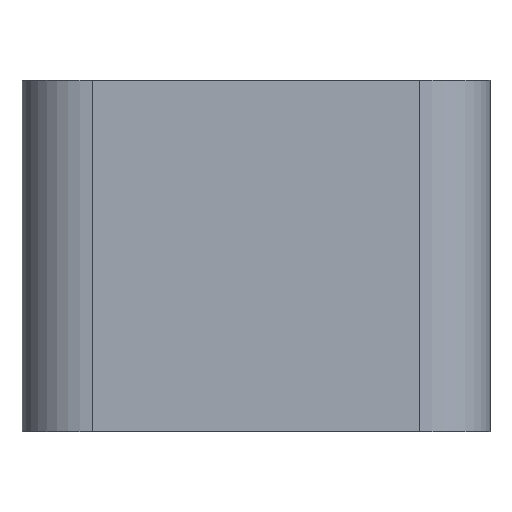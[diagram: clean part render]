
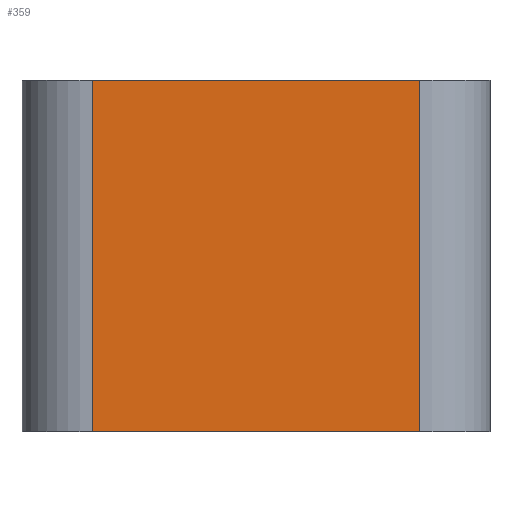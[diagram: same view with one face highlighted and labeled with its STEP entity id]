
A CAD part, left-side view. The second image highlights one B-rep face of the part: STEP entity #359.
In plain terms, the highlighted planar face has unit normal (-1, 0, 0).
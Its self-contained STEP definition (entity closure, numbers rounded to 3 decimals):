
#91 = EDGE_CURVE('',#92,#94,#96,.T.);
#92 = VERTEX_POINT('',#93);
#93 = CARTESIAN_POINT('',(0.,3.,15.));
#94 = VERTEX_POINT('',#95);
#95 = CARTESIAN_POINT('',(0.,17.,15.));
#96 = LINE('',#97,#98);
#97 = CARTESIAN_POINT('',(0.,0.,15.));
#98 = VECTOR('',#99,1.);
#99 = DIRECTION('',(0.,1.,0.));
#359 = ADVANCED_FACE('',(#360),#385,.F.);
#360 = FACE_BOUND('',#361,.F.);
#361 = EDGE_LOOP('',(#362,#363,#371,#379));
#362 = ORIENTED_EDGE('',*,*,#91,.F.);
#363 = ORIENTED_EDGE('',*,*,#364,.F.);
#364 = EDGE_CURVE('',#365,#92,#367,.T.);
#365 = VERTEX_POINT('',#366);
#366 = CARTESIAN_POINT('',(0.,3.,0.));
#367 = LINE('',#368,#369);
#368 = CARTESIAN_POINT('',(0.,3.,0.));
#369 = VECTOR('',#370,1.);
#370 = DIRECTION('',(0.,0.,1.));
#371 = ORIENTED_EDGE('',*,*,#372,.T.);
#372 = EDGE_CURVE('',#365,#373,#375,.T.);
#373 = VERTEX_POINT('',#374);
#374 = CARTESIAN_POINT('',(0.,17.,0.));
#375 = LINE('',#376,#377);
#376 = CARTESIAN_POINT('',(0.,0.,0.));
#377 = VECTOR('',#378,1.);
#378 = DIRECTION('',(0.,1.,0.));
#379 = ORIENTED_EDGE('',*,*,#380,.T.);
#380 = EDGE_CURVE('',#373,#94,#381,.T.);
#381 = LINE('',#382,#383);
#382 = CARTESIAN_POINT('',(0.,17.,0.));
#383 = VECTOR('',#384,1.);
#384 = DIRECTION('',(0.,0.,1.));
#385 = PLANE('',#386);
#386 = AXIS2_PLACEMENT_3D('',#387,#388,#389);
#387 = CARTESIAN_POINT('',(0.,0.,0.));
#388 = DIRECTION('',(1.,0.,0.));
#389 = DIRECTION('',(0.,0.,1.));
